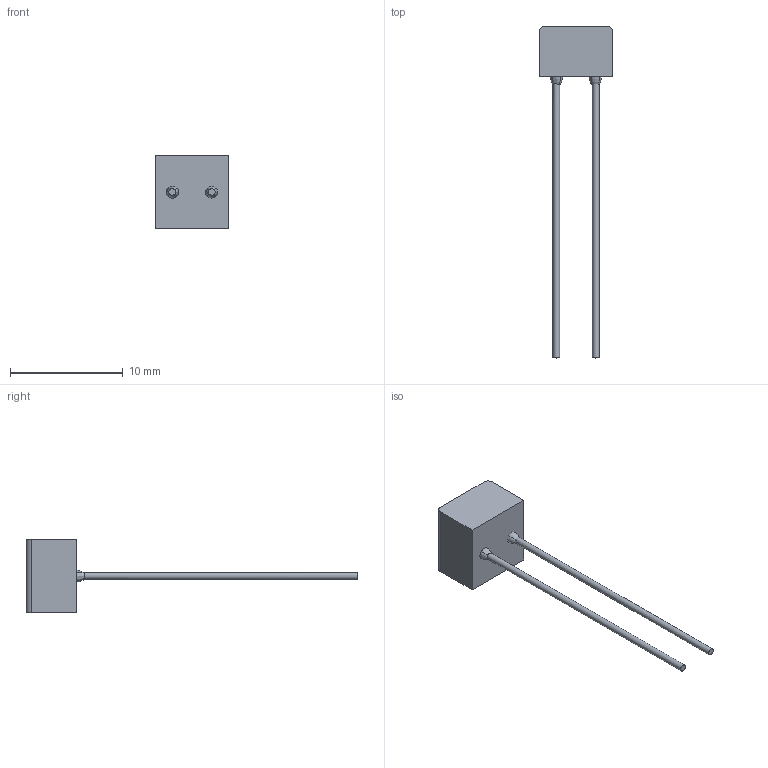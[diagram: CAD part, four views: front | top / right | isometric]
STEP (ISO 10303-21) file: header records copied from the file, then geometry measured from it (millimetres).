
FILE_DESCRIPTION(/* description */ (''),/* implementation_level */ '2;1');
FILE_NAME(/* name */ 'КМ6А-М47.stp',/* time_stamp */ '2020-03-31T13:30:11+03:00',/* author */ ('user'),/* organization */ (''),/* preprocessor_version */ 'ST-DEVELOPER v17',/* originating_system */ 'Autodesk Inventor 2019',/* authorisation */ '');
FILE_SCHEMA (('AUTOMOTIVE_DESIGN { 1 0 10303 214 3 1 1 }'));
Length unit declared in the file: millimetre
Products named in the file (1): КМ6А-М47
Bounding box: 6.5 x 29.5 x 6.5 mm (x, y, z)
Volume: 204.4 mm3; surface area: 296.5 mm2
Topology: 2 solids, 2 shells, 22 faces, 48 edges, 32 vertices
Faces by surface type: bspline 10, plane 8, cylinder 4
Full cylindrical faces by diameter (mm): 0.6 x2
Entity records: 2923 total; most frequent: CARTESIAN_POINT 2469, ORIENTED_EDGE 96, DIRECTION 56, EDGE_CURVE 48, VERTEX_POINT 32, B_SPLINE_CURVE_WITH_KNOTS 25, EDGE_LOOP 24, FACE_OUTER_BOUND 22
